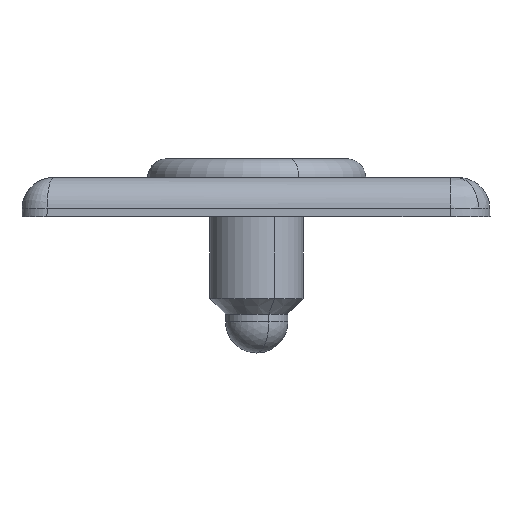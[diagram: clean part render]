
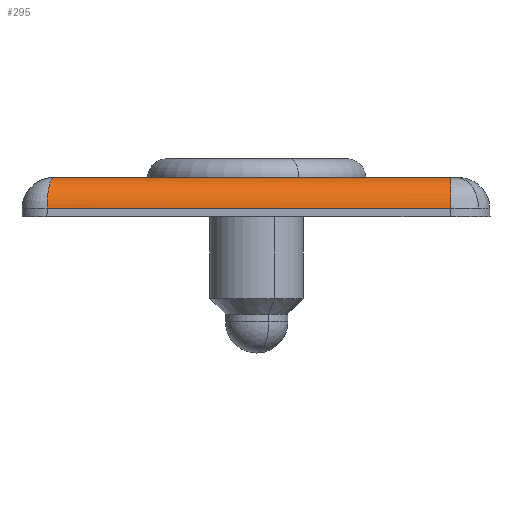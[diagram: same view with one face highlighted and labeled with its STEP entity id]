
A CAD part, left-side view. The second image highlights one B-rep face of the part: STEP entity #295.
In plain terms, the highlighted cylindrical face has radius 2.54 mm (diameter 5.08 mm), a partial arc.
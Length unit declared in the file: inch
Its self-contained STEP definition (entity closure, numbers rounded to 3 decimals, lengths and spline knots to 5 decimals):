
#153 = VERTEX_POINT ( 'NONE', #2954 ) ;
#154 = ORIENTED_EDGE ( 'NONE', *, *, #925, .T. ) ;
#178 = ORIENTED_EDGE ( 'NONE', *, *, #223, .F. ) ;
#193 = VERTEX_POINT ( 'NONE', #2056 ) ;
#194 = EDGE_CURVE ( 'NONE', #193, #153, #2070, .T. ) ;
#215 = ORIENTED_EDGE ( 'NONE', *, *, #194, .T. ) ;
#223 = EDGE_CURVE ( 'NONE', #274, #153, #3785, .T. ) ;
#250 = ORIENTED_EDGE ( 'NONE', *, *, #318, .F. ) ;
#274 = VERTEX_POINT ( 'NONE', #366 ) ;
#290 = EDGE_LOOP ( 'NONE', ( #250, #215, #178, #154 ) ) ;
#294 = VERTEX_POINT ( 'NONE', #3422 ) ;
#295 = ADVANCED_FACE ( 'NONE', ( #3423 ), #3424, .T. ) ;
#318 = EDGE_CURVE ( 'NONE', #193, #294, #428, .T. ) ;
#366 = CARTESIAN_POINT ( 'NONE',  ( -1.49953, -0.62455, 0.02675 ) ) ;
#428 = LINE ( 'NONE', #429, #430 ) ;
#429 = CARTESIAN_POINT ( 'NONE',  ( -1.39955, 0.75, 0.125 ) ) ;
#430 = VECTOR ( 'NONE', #431, 39.37008 ) ;
#431 = DIRECTION ( 'NONE',  ( 0., -1., 0. ) ) ;
#925 = EDGE_CURVE ( 'NONE', #274, #294, #2955, .T. ) ;
#2056 = CARTESIAN_POINT ( 'NONE',  ( -1.39955, 0.64955, 0.125 ) ) ;
#2070 =( BOUNDED_CURVE ( )  B_SPLINE_CURVE ( 3, ( #2071, #2072, #2073, #2074 ),
 .UNSPECIFIED., .F., .T. ) 
 B_SPLINE_CURVE_WITH_KNOTS ( ( 4, 4 ),
 ( 4.71239, 6.26573 ),
 .UNSPECIFIED. ) 
 CURVE ( )  GEOMETRIC_REPRESENTATION_ITEM ( )  RATIONAL_B_SPLINE_CURVE ( ( 1., 0.809, 0.809, 1. ) ) 
 REPRESENTATION_ITEM ( '' )  );
#2071 = CARTESIAN_POINT ( 'NONE',  ( -1.39955, 0.64955, 0.125 ) ) ;
#2072 = CARTESIAN_POINT ( 'NONE',  ( -1.45732, 0.6611, 0.125 ) ) ;
#2073 = CARTESIAN_POINT ( 'NONE',  ( -1.49852, 0.66934, 0.08451 ) ) ;
#2074 = CARTESIAN_POINT ( 'NONE',  ( -1.49953, 0.66955, 0.02675 ) ) ;
#2954 = CARTESIAN_POINT ( 'NONE',  ( -1.49953, 0.66955, 0.02675 ) ) ;
#2955 = CIRCLE ( 'NONE', #2956, 0.1 ) ;
#2956 = AXIS2_PLACEMENT_3D ( 'NONE', #2957, #2958, #2959 ) ;
#2957 = CARTESIAN_POINT ( 'NONE',  ( -1.39955, -0.62455, 0.025 ) ) ;
#2958 = DIRECTION ( 'NONE',  ( 0., 1., 0. ) ) ;
#2959 = DIRECTION ( 'NONE',  ( 0., 0., 1. ) ) ;
#3422 = CARTESIAN_POINT ( 'NONE',  ( -1.39955, -0.62455, 0.125 ) ) ;
#3423 = FACE_OUTER_BOUND ( 'NONE', #290, .T. ) ;
#3424 = CYLINDRICAL_SURFACE ( 'NONE', #3425, 0.1 ) ;
#3425 = AXIS2_PLACEMENT_3D ( 'NONE', #3426, #3427, #3428 ) ;
#3426 = CARTESIAN_POINT ( 'NONE',  ( -1.39955, 0.75, 0.025 ) ) ;
#3427 = DIRECTION ( 'NONE',  ( 0., 1., 0. ) ) ;
#3428 = DIRECTION ( 'NONE',  ( 0., 0., 1. ) ) ;
#3785 = LINE ( 'NONE', #3786, #3787 ) ;
#3786 = CARTESIAN_POINT ( 'NONE',  ( -1.49953, -0.75, 0.02675 ) ) ;
#3787 = VECTOR ( 'NONE', #3788, 39.37008 ) ;
#3788 = DIRECTION ( 'NONE',  ( 0., 1., 0. ) ) ;
